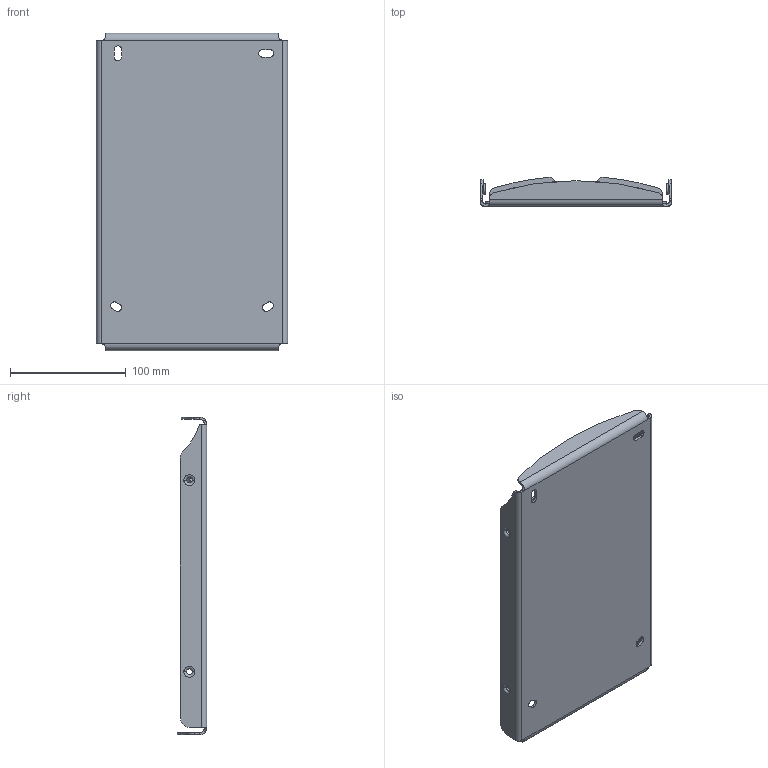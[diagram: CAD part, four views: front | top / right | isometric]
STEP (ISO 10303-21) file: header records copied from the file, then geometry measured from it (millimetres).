
FILE_DESCRIPTION((''),'2;1');
FILE_NAME('134B0360_ASM','2015-11-11T',('u251418'),('Danfoss Drives A/S'),'CREO PARAMETRIC BY PTC INC, 2014440','CREO PARAMETRIC BY PTC INC, 2014440','');
FILE_SCHEMA(('CONFIG_CONTROL_DESIGN','GEOMETRIC_VALIDATION_PROPERTIES_MIM'));
Length unit declared in the file: millimetre
Products named in the file (4): 134B0360_A; 134B0360_B; 134B0360_C; 134B0360_ASM
Assembly tree (3 placements, depth 2):
  134B0360_ASM
    134B0360_A
    134B0360_B
    134B0360_C
Bounding box: 165.5 x 25.35 x 275 mm (x, y, z)
Volume: 181945.7 mm3; surface area: 187288.5 mm2
Topology: 3 solids, 3 shells, 332 faces, 902 edges, 647 vertices
Faces by surface type: cylinder 140, plane 138, bspline 30, torus 24
Entity records: 12654 total; most frequent: CARTESIAN_POINT 3755, DIRECTION 1812, ORIENTED_EDGE 1676, EDGE_CURVE 838, AXIS2_PLACEMENT_3D 649, VECTOR 514, LINE 514, VERTEX_POINT 500
